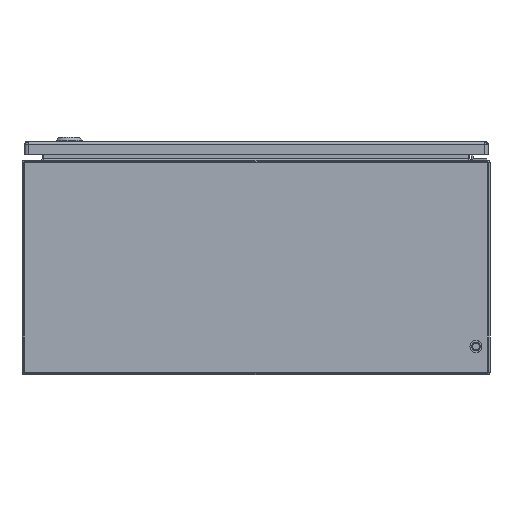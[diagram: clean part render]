
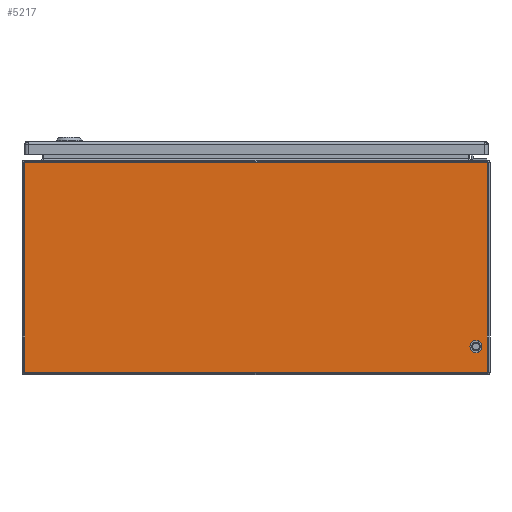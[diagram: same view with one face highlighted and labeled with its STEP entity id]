
A CAD part, front view. The second image highlights one B-rep face of the part: STEP entity #5217.
In plain terms, the highlighted planar face has unit normal (0, -1, 0).
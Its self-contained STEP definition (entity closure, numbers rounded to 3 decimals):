
#2074=FACE_BOUND('',#7453,.T.);
#2075=FACE_BOUND('',#7454,.T.);
#2820=LINE('',#24151,#4033);
#2828=LINE('',#24204,#4041);
#2833=LINE('',#24219,#4046);
#2834=LINE('',#24221,#4047);
#4033=VECTOR('',#19603,1.);
#4041=VECTOR('',#19641,1.);
#4046=VECTOR('',#19660,1.);
#4047=VECTOR('',#19663,1.);
#5217=ADVANCED_FACE('F141',(#2074,#2075),#6085,.T.);
#6085=PLANE('',#17655);
#7453=EDGE_LOOP('',(#8879,#8880,#8881,#8882));
#7454=EDGE_LOOP('',(#8883));
#8879=ORIENTED_EDGE('',*,*,#14674,.T.);
#8880=ORIENTED_EDGE('',*,*,#14675,.T.);
#8881=ORIENTED_EDGE('',*,*,#14648,.T.);
#8882=ORIENTED_EDGE('',*,*,#14666,.T.);
#8883=ORIENTED_EDGE('',*,*,#14631,.T.);
#13141=VERTEX_POINT('',#24107);
#13144=VERTEX_POINT('',#24114);
#13154=VERTEX_POINT('',#24152);
#13155=VERTEX_POINT('',#24153);
#13166=VERTEX_POINT('',#24205);
#14631=EDGE_CURVE('E318',#13141,#13141,#16781,.T.);
#14648=EDGE_CURVE('E282',#13154,#13155,#2820,.T.);
#14666=EDGE_CURVE('E276',#13155,#13166,#2828,.T.);
#14674=EDGE_CURVE('E268',#13166,#13144,#2833,.T.);
#14675=EDGE_CURVE('E281',#13144,#13154,#2834,.T.);
#16781=CIRCLE('',#17614,4.5);
#17614=AXIS2_PLACEMENT_3D('',#24109,#19563,#19564);
#17655=AXIS2_PLACEMENT_3D('',#24222,#19664,#19665);
#19563=DIRECTION('',(0.,1.,0.));
#19564=DIRECTION('',(0.,0.,1.));
#19603=DIRECTION('',(-1.,0.,0.));
#19641=DIRECTION('',(0.,0.,-1.));
#19660=DIRECTION('',(1.,0.,0.));
#19663=DIRECTION('',(0.,0.,1.));
#19664=DIRECTION('',(0.,-1.,0.));
#19665=DIRECTION('',(1.,0.,0.));
#24107=CARTESIAN_POINT('',(1750.745,436.201,31.735));
#24109=CARTESIAN_POINT('',(1746.245,436.201,31.735));
#24114=CARTESIAN_POINT('',(1758.445,436.201,4.535));
#24151=CARTESIAN_POINT('',(1511.245,436.201,227.935));
#24152=CARTESIAN_POINT('',(1758.445,436.201,227.935));
#24153=CARTESIAN_POINT('',(1264.045,436.201,227.935));
#24204=CARTESIAN_POINT('',(1264.045,436.201,116.235));
#24205=CARTESIAN_POINT('',(1264.045,436.201,4.535));
#24219=CARTESIAN_POINT('',(1511.245,436.201,4.535));
#24221=CARTESIAN_POINT('',(1758.445,436.201,116.235));
#24222=CARTESIAN_POINT('',(1261.245,436.201,1.735));
